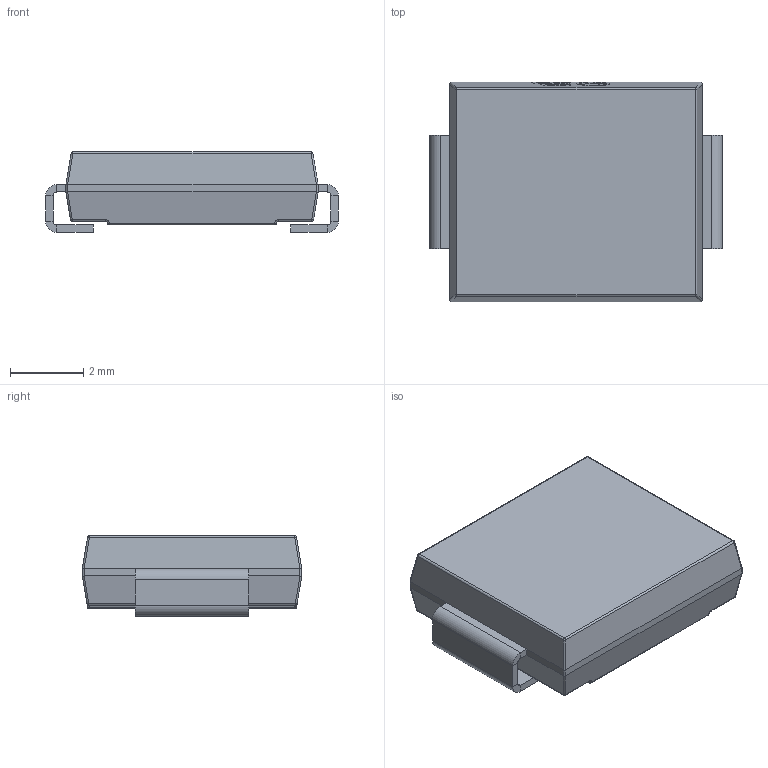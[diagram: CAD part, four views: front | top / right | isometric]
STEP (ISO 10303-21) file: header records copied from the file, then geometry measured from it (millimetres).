
FILE_DESCRIPTION (( 'STEP AP214' ), '1' );
FILE_NAME ('SMC_L6.9-W5.9-H2.1-LS7.9.step', '2025-06-23T09:19:30', ( '' ), ( '' ), 'SwSTEP 2.0', 'SolidWorks 2021', '' );
FILE_SCHEMA (( 'AUTOMOTIVE_DESIGN' ));
Length unit declared in the file: millimetre
Products named in the file (1): SMC_L6.9-W5.9-H2.1-LS7.9
Bounding box: 8 x 6 x 2.2 mm (x, y, z)
Volume: 81.4 mm3; surface area: 158.9 mm2
Topology: 1 solids, 1 shells, 329 faces, 845 edges, 536 vertices
Faces by surface type: plane 179, bspline 102, cylinder 36, sphere 12
Entity records: 14014 total; most frequent: CARTESIAN_POINT 3163, ORIENTED_EDGE 1690, DIRECTION 1123, EDGE_CURVE 845, VECTOR 555, LINE 555, VERTEX_POINT 536, EDGE_LOOP 347
